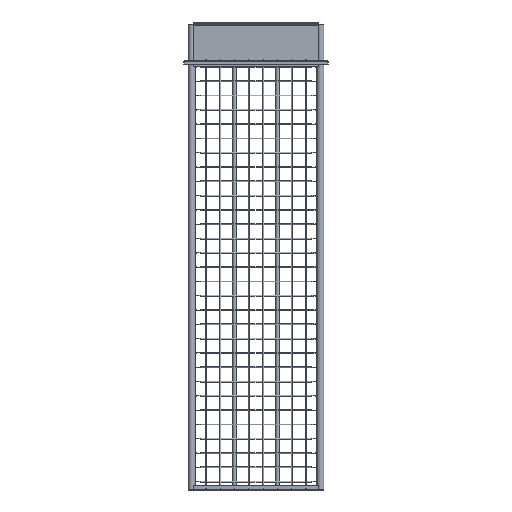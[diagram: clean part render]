
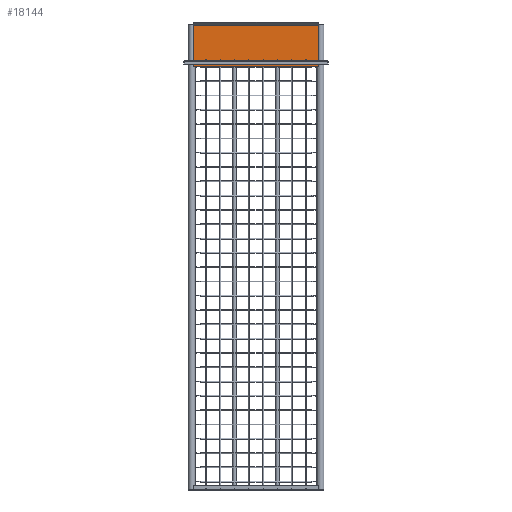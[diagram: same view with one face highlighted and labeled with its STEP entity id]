
A CAD part, left-side view. The second image highlights one B-rep face of the part: STEP entity #18144.
In plain terms, the highlighted face is planar.
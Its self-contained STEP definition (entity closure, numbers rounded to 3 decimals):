
#107 = VERTEX_POINT ( 'NONE', #12251 ) ;
#165 = DIRECTION ( 'NONE',  ( 0., 0., 1. ) ) ;
#367 = EDGE_CURVE ( 'NONE', #12485, #5693, #2930, .T. ) ;
#636 = ORIENTED_EDGE ( 'NONE', *, *, #3599, .F. ) ;
#928 = CARTESIAN_POINT ( 'NONE',  ( 12.5, -20.3, 160.35 ) ) ;
#1070 = EDGE_CURVE ( 'NONE', #16212, #12485, #11209, .T. ) ;
#1262 = LINE ( 'NONE', #4807, #19922 ) ;
#1332 = EDGE_CURVE ( 'NONE', #5693, #2921, #19073, .T. ) ;
#2068 = DIRECTION ( 'NONE',  ( 0., 0., -1. ) ) ;
#2232 = EDGE_CURVE ( 'NONE', #17027, #8706, #8470, .T. ) ;
#2418 = EDGE_LOOP ( 'NONE', ( #7555, #8607, #21988, #18895 ) ) ;
#2516 = DIRECTION ( 'NONE',  ( 0., 0., 1. ) ) ;
#2569 = VERTEX_POINT ( 'NONE', #928 ) ;
#2921 = VERTEX_POINT ( 'NONE', #4527 ) ;
#2930 = LINE ( 'NONE', #8417, #14236 ) ;
#2975 = LINE ( 'NONE', #16929, #9489 ) ;
#3184 = DIRECTION ( 'NONE',  ( 0., 1., 0. ) ) ;
#3532 = EDGE_LOOP ( 'NONE', ( #5792, #19962, #18612, #14199 ) ) ;
#3599 = EDGE_CURVE ( 'NONE', #17027, #19106, #3892, .T. ) ;
#3892 = LINE ( 'NONE', #14188, #13253 ) ;
#4252 = ORIENTED_EDGE ( 'NONE', *, *, #19177, .F. ) ;
#4468 = CARTESIAN_POINT ( 'NONE',  ( 12.5, -18.7, 139.65 ) ) ;
#4527 = CARTESIAN_POINT ( 'NONE',  ( 12.5, -18.7, -160.35 ) ) ;
#4807 = CARTESIAN_POINT ( 'NONE',  ( 12.5, -20.3, -160.35 ) ) ;
#5405 = LINE ( 'NONE', #19429, #12256 ) ;
#5693 = VERTEX_POINT ( 'NONE', #15713 ) ;
#5792 = ORIENTED_EDGE ( 'NONE', *, *, #12744, .T. ) ;
#5918 = VECTOR ( 'NONE', #19184, 1000. ) ;
#6625 = FACE_OUTER_BOUND ( 'NONE', #8362, .T. ) ;
#6879 = CARTESIAN_POINT ( 'NONE',  ( 12.5, -20.3, -160.35 ) ) ;
#6923 = AXIS2_PLACEMENT_3D ( 'NONE', #10044, #17012, #3184 ) ;
#7109 = DIRECTION ( 'NONE',  ( 0., -1., 0. ) ) ;
#7555 = ORIENTED_EDGE ( 'NONE', *, *, #16985, .F. ) ;
#7994 = DIRECTION ( 'NONE',  ( 0., 0., -1. ) ) ;
#8362 = EDGE_LOOP ( 'NONE', ( #13347, #4252, #636, #16145 ) ) ;
#8417 = CARTESIAN_POINT ( 'NONE',  ( 12.5, -20.3, -139.65 ) ) ;
#8470 = LINE ( 'NONE', #12023, #19739 ) ;
#8607 = ORIENTED_EDGE ( 'NONE', *, *, #20584, .F. ) ;
#8677 = CARTESIAN_POINT ( 'NONE',  ( 12.5, -18.7, -160.35 ) ) ;
#8706 = VERTEX_POINT ( 'NONE', #11070 ) ;
#9055 = LINE ( 'NONE', #9499, #13791 ) ;
#9270 = CARTESIAN_POINT ( 'NONE',  ( 12.5, -20.3, -160.35 ) ) ;
#9447 = CARTESIAN_POINT ( 'NONE',  ( 12.5, -144.101, -218.813 ) ) ;
#9489 = VECTOR ( 'NONE', #7994, 1000. ) ;
#9499 = CARTESIAN_POINT ( 'NONE',  ( 12.5, -20.3, 139.65 ) ) ;
#10037 = LINE ( 'NONE', #17007, #21523 ) ;
#10044 = CARTESIAN_POINT ( 'NONE',  ( 12.5, 0., 218.813 ) ) ;
#10120 = EDGE_CURVE ( 'NONE', #13474, #16528, #5405, .T. ) ;
#11070 = CARTESIAN_POINT ( 'NONE',  ( 12.5, -144.101, 218.813 ) ) ;
#11209 = LINE ( 'NONE', #9270, #16462 ) ;
#11997 = FACE_BOUND ( 'NONE', #3532, .T. ) ;
#12023 = CARTESIAN_POINT ( 'NONE',  ( 12.5, 0., 218.813 ) ) ;
#12251 = CARTESIAN_POINT ( 'NONE',  ( 12.5, -20.3, 139.65 ) ) ;
#12256 = VECTOR ( 'NONE', #165, 1000. ) ;
#12485 = VERTEX_POINT ( 'NONE', #19416 ) ;
#12693 = VECTOR ( 'NONE', #17091, 1000. ) ;
#12744 = EDGE_CURVE ( 'NONE', #2921, #16212, #1262, .T. ) ;
#13253 = VECTOR ( 'NONE', #2068, 1000. ) ;
#13347 = ORIENTED_EDGE ( 'NONE', *, *, #20328, .T. ) ;
#13474 = VERTEX_POINT ( 'NONE', #4468 ) ;
#13791 = VECTOR ( 'NONE', #14785, 1000. ) ;
#14188 = CARTESIAN_POINT ( 'NONE',  ( 12.5, 0., 218.813 ) ) ;
#14199 = ORIENTED_EDGE ( 'NONE', *, *, #1332, .T. ) ;
#14210 = CARTESIAN_POINT ( 'NONE',  ( 12.5, 0., 218.813 ) ) ;
#14236 = VECTOR ( 'NONE', #15407, 1000. ) ;
#14285 = VERTEX_POINT ( 'NONE', #9447 ) ;
#14527 = CARTESIAN_POINT ( 'NONE',  ( 12.5, -20.3, 160.35 ) ) ;
#14785 = DIRECTION ( 'NONE',  ( 0., 1., 0. ) ) ;
#15076 = DIRECTION ( 'NONE',  ( 0., -1., 0. ) ) ;
#15300 = CARTESIAN_POINT ( 'NONE',  ( 12.5, -18.7, 160.35 ) ) ;
#15407 = DIRECTION ( 'NONE',  ( 0., 1., 0. ) ) ;
#15713 = CARTESIAN_POINT ( 'NONE',  ( 12.5, -18.7, -139.65 ) ) ;
#16145 = ORIENTED_EDGE ( 'NONE', *, *, #2232, .T. ) ;
#16212 = VERTEX_POINT ( 'NONE', #6879 ) ;
#16462 = VECTOR ( 'NONE', #2516, 1000. ) ;
#16528 = VERTEX_POINT ( 'NONE', #15300 ) ;
#16769 = CARTESIAN_POINT ( 'NONE',  ( 12.5, 0., -218.813 ) ) ;
#16929 = CARTESIAN_POINT ( 'NONE',  ( 12.5, -144.101, 218.813 ) ) ;
#16985 = EDGE_CURVE ( 'NONE', #2569, #107, #19326, .T. ) ;
#17007 = CARTESIAN_POINT ( 'NONE',  ( 12.5, 0., -218.813 ) ) ;
#17012 = DIRECTION ( 'NONE',  ( 1., 0., 0. ) ) ;
#17027 = VERTEX_POINT ( 'NONE', #14210 ) ;
#17091 = DIRECTION ( 'NONE',  ( 0., 0., -1. ) ) ;
#17158 = EDGE_CURVE ( 'NONE', #107, #13474, #9055, .T. ) ;
#17185 = VECTOR ( 'NONE', #7109, 1000. ) ;
#17518 = CARTESIAN_POINT ( 'NONE',  ( 12.5, -20.3, 160.35 ) ) ;
#18144 = ADVANCED_FACE ( 'NONE', ( #11997, #6625, #20759 ), #18718, .T. ) ;
#18612 = ORIENTED_EDGE ( 'NONE', *, *, #367, .T. ) ;
#18629 = DIRECTION ( 'NONE',  ( 0., -1., 0. ) ) ;
#18718 = PLANE ( 'NONE',  #6923 ) ;
#18895 = ORIENTED_EDGE ( 'NONE', *, *, #17158, .F. ) ;
#19073 = LINE ( 'NONE', #8677, #5918 ) ;
#19106 = VERTEX_POINT ( 'NONE', #16769 ) ;
#19177 = EDGE_CURVE ( 'NONE', #19106, #14285, #10037, .T. ) ;
#19184 = DIRECTION ( 'NONE',  ( 0., 0., -1. ) ) ;
#19326 = LINE ( 'NONE', #17518, #12693 ) ;
#19416 = CARTESIAN_POINT ( 'NONE',  ( 12.5, -20.3, -139.65 ) ) ;
#19429 = CARTESIAN_POINT ( 'NONE',  ( 12.5, -18.7, 160.35 ) ) ;
#19641 = LINE ( 'NONE', #14527, #17185 ) ;
#19739 = VECTOR ( 'NONE', #18629, 1000. ) ;
#19922 = VECTOR ( 'NONE', #20213, 1000. ) ;
#19962 = ORIENTED_EDGE ( 'NONE', *, *, #1070, .T. ) ;
#20213 = DIRECTION ( 'NONE',  ( 0., -1., 0. ) ) ;
#20328 = EDGE_CURVE ( 'NONE', #8706, #14285, #2975, .T. ) ;
#20584 = EDGE_CURVE ( 'NONE', #16528, #2569, #19641, .T. ) ;
#20759 = FACE_BOUND ( 'NONE', #2418, .T. ) ;
#21523 = VECTOR ( 'NONE', #15076, 1000. ) ;
#21988 = ORIENTED_EDGE ( 'NONE', *, *, #10120, .F. ) ;
